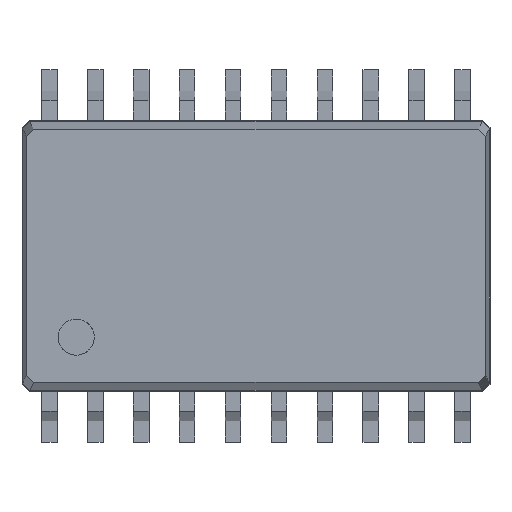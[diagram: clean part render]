
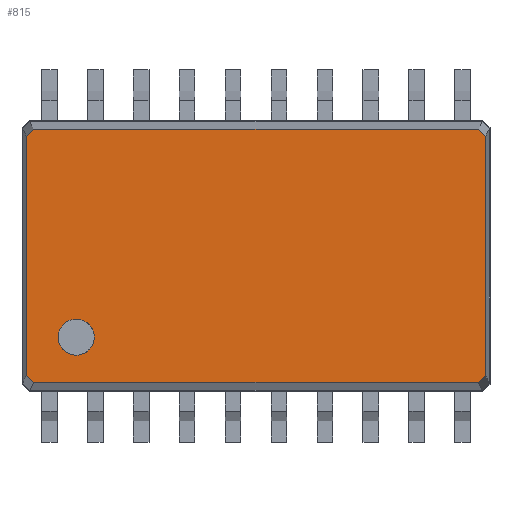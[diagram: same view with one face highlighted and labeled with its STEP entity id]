
A CAD part, top view. The second image highlights one B-rep face of the part: STEP entity #815.
In plain terms, the highlighted free-form (B-spline) face has degree [1, 1] with [2, 2] control points.
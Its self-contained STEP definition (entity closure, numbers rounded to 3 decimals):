
#644 = VERTEX_POINT('',#645);
#645 = CARTESIAN_POINT('',(-6.35,-3.313,2.5));
#652 = VERTEX_POINT('',#653);
#653 = CARTESIAN_POINT('',(-6.35,3.313,2.5));
#658 = EDGE_CURVE('',#644,#652,#659,.T.);
#659 = B_SPLINE_CURVE_WITH_KNOTS('',1,(#660,#661),.UNSPECIFIED.,.F.,.F.,
  (2,2),(0.,7.1),.PIECEWISE_BEZIER_KNOTS.);
#660 = CARTESIAN_POINT('',(-6.35,-3.313,2.5));
#661 = CARTESIAN_POINT('',(-6.35,3.313,2.5));
#674 = VERTEX_POINT('',#675);
#675 = CARTESIAN_POINT('',(-6.154,3.5,2.5));
#680 = EDGE_CURVE('',#652,#674,#681,.T.);
#681 = B_SPLINE_CURVE_WITH_KNOTS('',1,(#682,#683),.UNSPECIFIED.,.F.,.F.,
  (2,2),(0.,0.283),.PIECEWISE_BEZIER_KNOTS.);
#682 = CARTESIAN_POINT('',(-6.35,3.313,2.5));
#683 = CARTESIAN_POINT('',(-6.154,3.5,2.5));
#696 = VERTEX_POINT('',#697);
#697 = CARTESIAN_POINT('',(6.154,3.5,2.5));
#702 = EDGE_CURVE('',#674,#696,#703,.T.);
#703 = B_SPLINE_CURVE_WITH_KNOTS('',1,(#704,#705),.UNSPECIFIED.,.F.,.F.,
  (2,2),(0.,12.55),.PIECEWISE_BEZIER_KNOTS.);
#704 = CARTESIAN_POINT('',(-6.154,3.5,2.5));
#705 = CARTESIAN_POINT('',(6.154,3.5,2.5));
#718 = VERTEX_POINT('',#719);
#719 = CARTESIAN_POINT('',(6.35,3.313,2.5));
#724 = EDGE_CURVE('',#696,#718,#725,.T.);
#725 = B_SPLINE_CURVE_WITH_KNOTS('',1,(#726,#727),.UNSPECIFIED.,.F.,.F.,
  (2,2),(0.,0.283),.PIECEWISE_BEZIER_KNOTS.);
#726 = CARTESIAN_POINT('',(6.154,3.5,2.5));
#727 = CARTESIAN_POINT('',(6.35,3.313,2.5));
#740 = VERTEX_POINT('',#741);
#741 = CARTESIAN_POINT('',(6.35,-3.313,2.5));
#746 = EDGE_CURVE('',#718,#740,#747,.T.);
#747 = B_SPLINE_CURVE_WITH_KNOTS('',1,(#748,#749),.UNSPECIFIED.,.F.,.F.,
  (2,2),(0.,7.1),.PIECEWISE_BEZIER_KNOTS.);
#748 = CARTESIAN_POINT('',(6.35,3.313,2.5));
#749 = CARTESIAN_POINT('',(6.35,-3.313,2.5));
#762 = VERTEX_POINT('',#763);
#763 = CARTESIAN_POINT('',(6.154,-3.5,2.5));
#768 = EDGE_CURVE('',#740,#762,#769,.T.);
#769 = B_SPLINE_CURVE_WITH_KNOTS('',1,(#770,#771),.UNSPECIFIED.,.F.,.F.,
  (2,2),(0.,0.283),.PIECEWISE_BEZIER_KNOTS.);
#770 = CARTESIAN_POINT('',(6.35,-3.313,2.5));
#771 = CARTESIAN_POINT('',(6.154,-3.5,2.5));
#784 = VERTEX_POINT('',#785);
#785 = CARTESIAN_POINT('',(-6.154,-3.5,2.5));
#790 = EDGE_CURVE('',#762,#784,#791,.T.);
#791 = B_SPLINE_CURVE_WITH_KNOTS('',1,(#792,#793),.UNSPECIFIED.,.F.,.F.,
  (2,2),(0.,12.55),.PIECEWISE_BEZIER_KNOTS.);
#792 = CARTESIAN_POINT('',(6.154,-3.5,2.5));
#793 = CARTESIAN_POINT('',(-6.154,-3.5,2.5));
#806 = EDGE_CURVE('',#784,#644,#807,.T.);
#807 = B_SPLINE_CURVE_WITH_KNOTS('',1,(#808,#809),.UNSPECIFIED.,.F.,.F.,
  (2,2),(0.,0.283),.PIECEWISE_BEZIER_KNOTS.);
#808 = CARTESIAN_POINT('',(-6.154,-3.5,2.5));
#809 = CARTESIAN_POINT('',(-6.35,-3.313,2.5));
#815 = ADVANCED_FACE('',(#816,#826),#907,.F.);
#816 = FACE_BOUND('',#817,.F.);
#817 = EDGE_LOOP('',(#818,#819,#820,#821,#822,#823,#824,#825));
#818 = ORIENTED_EDGE('',*,*,#806,.T.);
#819 = ORIENTED_EDGE('',*,*,#658,.T.);
#820 = ORIENTED_EDGE('',*,*,#680,.T.);
#821 = ORIENTED_EDGE('',*,*,#702,.T.);
#822 = ORIENTED_EDGE('',*,*,#724,.T.);
#823 = ORIENTED_EDGE('',*,*,#746,.T.);
#824 = ORIENTED_EDGE('',*,*,#768,.T.);
#825 = ORIENTED_EDGE('',*,*,#790,.T.);
#826 = FACE_BOUND('',#827,.F.);
#827 = EDGE_LOOP('',(#828,#857));
#828 = ORIENTED_EDGE('',*,*,#829,.T.);
#829 = EDGE_CURVE('',#830,#832,#834,.T.);
#830 = VERTEX_POINT('',#831);
#831 = CARTESIAN_POINT('',(-4.475,-2.25,2.5));
#832 = VERTEX_POINT('',#833);
#833 = CARTESIAN_POINT('',(-5.426,-2.035,2.5));
#834 = B_SPLINE_CURVE_WITH_KNOTS('',6,(#835,#836,#837,#838,#839,#840,
    #841,#842,#843,#844,#845,#846,#847,#848,#849,#850,#851,#852,#853,
    #854,#855,#856),.UNSPECIFIED.,.F.,.F.,(7,5,5,5,7),(0.,0.291
    ,0.579,0.753,1.),.UNSPECIFIED.);
#835 = CARTESIAN_POINT('',(-4.475,-2.25,2.5));
#836 = CARTESIAN_POINT('',(-4.475,-2.185,2.5));
#837 = CARTESIAN_POINT('',(-4.485,-2.12,2.5));
#838 = CARTESIAN_POINT('',(-4.505,-2.057,2.5));
#839 = CARTESIAN_POINT('',(-4.535,-1.998,2.5));
#840 = CARTESIAN_POINT('',(-4.574,-1.944,2.5));
#841 = CARTESIAN_POINT('',(-4.665,-1.852,2.5));
#842 = CARTESIAN_POINT('',(-4.718,-1.813,2.5));
#843 = CARTESIAN_POINT('',(-4.777,-1.783,2.5));
#844 = CARTESIAN_POINT('',(-4.84,-1.762,2.5));
#845 = CARTESIAN_POINT('',(-4.905,-1.751,2.5));
#846 = CARTESIAN_POINT('',(-5.009,-1.75,2.5));
#847 = CARTESIAN_POINT('',(-5.048,-1.753,2.5));
#848 = CARTESIAN_POINT('',(-5.087,-1.76,2.5));
#849 = CARTESIAN_POINT('',(-5.125,-1.77,2.5));
#850 = CARTESIAN_POINT('',(-5.162,-1.785,2.5));
#851 = CARTESIAN_POINT('',(-5.247,-1.827,2.5));
#852 = CARTESIAN_POINT('',(-5.293,-1.858,2.5));
#853 = CARTESIAN_POINT('',(-5.335,-1.895,2.5));
#854 = CARTESIAN_POINT('',(-5.372,-1.938,2.5));
#855 = CARTESIAN_POINT('',(-5.403,-1.985,2.5));
#856 = CARTESIAN_POINT('',(-5.426,-2.035,2.5));
#857 = ORIENTED_EDGE('',*,*,#858,.T.);
#858 = EDGE_CURVE('',#832,#830,#859,.T.);
#859 = B_SPLINE_CURVE_WITH_KNOTS('',6,(#860,#861,#862,#863,#864,#865,
    #866,#867,#868,#869,#870,#871,#872,#873,#874,#875,#876,#877,#878,
    #879,#880,#881,#882,#883,#884,#885,#886,#887,#888,#889,#890,#891,
    #892,#893,#894,#895,#896,#897,#898,#899,#900,#901,#902,#903,#904,
    #905,#906),.UNSPECIFIED.,.F.,.F.,(7,5,5,5,5,5,5,5,5,7),(0.,
    0.126,0.272,0.415,0.563,
    0.709,0.881,0.943,0.971,1.),
  .UNSPECIFIED.);
#860 = CARTESIAN_POINT('',(-5.426,-2.035,2.5));
#861 = CARTESIAN_POINT('',(-5.442,-2.069,2.5));
#862 = CARTESIAN_POINT('',(-5.456,-2.104,2.5));
#863 = CARTESIAN_POINT('',(-5.465,-2.14,2.5));
#864 = CARTESIAN_POINT('',(-5.472,-2.177,2.5));
#865 = CARTESIAN_POINT('',(-5.475,-2.215,2.5));
#866 = CARTESIAN_POINT('',(-5.475,-2.296,2.5));
#867 = CARTESIAN_POINT('',(-5.47,-2.339,2.5));
#868 = CARTESIAN_POINT('',(-5.461,-2.382,2.5));
#869 = CARTESIAN_POINT('',(-5.447,-2.424,2.5));
#870 = CARTESIAN_POINT('',(-5.429,-2.464,2.5));
#871 = CARTESIAN_POINT('',(-5.386,-2.539,2.5));
#872 = CARTESIAN_POINT('',(-5.36,-2.573,2.5));
#873 = CARTESIAN_POINT('',(-5.331,-2.606,2.5));
#874 = CARTESIAN_POINT('',(-5.299,-2.635,2.5));
#875 = CARTESIAN_POINT('',(-5.264,-2.66,2.5));
#876 = CARTESIAN_POINT('',(-5.189,-2.704,2.5));
#877 = CARTESIAN_POINT('',(-5.148,-2.722,2.5));
#878 = CARTESIAN_POINT('',(-5.106,-2.736,2.5));
#879 = CARTESIAN_POINT('',(-5.062,-2.746,2.5));
#880 = CARTESIAN_POINT('',(-5.017,-2.75,2.5));
#881 = CARTESIAN_POINT('',(-4.929,-2.75,2.5));
#882 = CARTESIAN_POINT('',(-4.885,-2.745,2.5));
#883 = CARTESIAN_POINT('',(-4.842,-2.736,2.5));
#884 = CARTESIAN_POINT('',(-4.8,-2.722,2.5));
#885 = CARTESIAN_POINT('',(-4.76,-2.703,2.5));
#886 = CARTESIAN_POINT('',(-4.677,-2.655,2.5));
#887 = CARTESIAN_POINT('',(-4.636,-2.623,2.5));
#888 = CARTESIAN_POINT('',(-4.599,-2.587,2.5));
#889 = CARTESIAN_POINT('',(-4.567,-2.546,2.5));
#890 = CARTESIAN_POINT('',(-4.54,-2.502,2.5));
#891 = CARTESIAN_POINT('',(-4.511,-2.438,2.5));
#892 = CARTESIAN_POINT('',(-4.505,-2.421,2.5));
#893 = CARTESIAN_POINT('',(-4.499,-2.404,2.5));
#894 = CARTESIAN_POINT('',(-4.493,-2.386,2.5));
#895 = CARTESIAN_POINT('',(-4.489,-2.368,2.5));
#896 = CARTESIAN_POINT('',(-4.483,-2.342,2.5));
#897 = CARTESIAN_POINT('',(-4.482,-2.334,2.5));
#898 = CARTESIAN_POINT('',(-4.481,-2.325,2.5));
#899 = CARTESIAN_POINT('',(-4.479,-2.317,2.5));
#900 = CARTESIAN_POINT('',(-4.478,-2.309,2.5));
#901 = CARTESIAN_POINT('',(-4.477,-2.292,2.5));
#902 = CARTESIAN_POINT('',(-4.476,-2.284,2.5));
#903 = CARTESIAN_POINT('',(-4.476,-2.275,2.5));
#904 = CARTESIAN_POINT('',(-4.475,-2.267,2.5));
#905 = CARTESIAN_POINT('',(-4.475,-2.258,2.5));
#906 = CARTESIAN_POINT('',(-4.475,-2.25,2.5));
#907 = B_SPLINE_SURFACE_WITH_KNOTS('',1,1,(
    (#908,#909)
    ,(#910,#911
    )),.UNSPECIFIED.,.F.,.F.,.F.,(2,2),(2,2),(-6.475,6.475),(-3.75,3.75)
  ,.PIECEWISE_BEZIER_KNOTS.);
#908 = CARTESIAN_POINT('',(6.35,-3.5,2.5));
#909 = CARTESIAN_POINT('',(6.35,3.5,2.5));
#910 = CARTESIAN_POINT('',(-6.35,-3.5,2.5));
#911 = CARTESIAN_POINT('',(-6.35,3.5,2.5));
